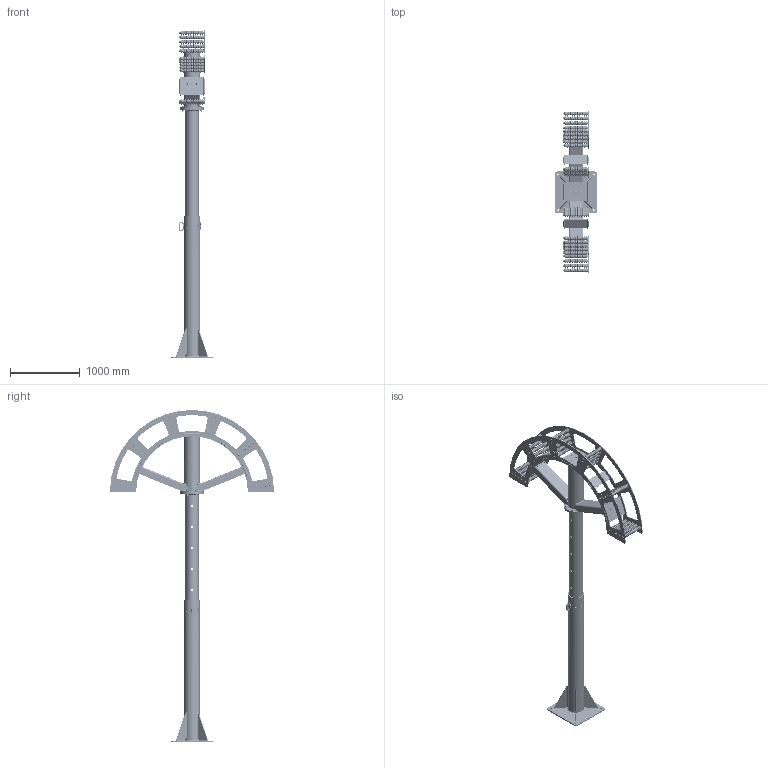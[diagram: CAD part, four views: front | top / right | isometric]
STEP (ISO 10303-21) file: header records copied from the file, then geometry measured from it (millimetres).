
FILE_DESCRIPTION(/* description */ ('-'),/* implementation_level */ '2;1');
FILE_NAME(/* name */ '02533.01.00.00.stp',/* time_stamp */ '2017-08-30T09:46:58+02:00',/* author */ ('stage1.hengelo'),/* organization */ (''),/* preprocessor_version */ 'ST-DEVELOPER v16.5',/* originating_system */ 'Autodesk Inventor 2017',/* authorisation */ '');
FILE_SCHEMA (('AUTOMOTIVE_DESIGN { 1 0 10303 214 3 1 1 }'));
Products named in the file (5): 02533.01.00.00; 02533.01.02.00; 02533.01.03.00; 02533.01.01.00; 02533.01.02.01
Assembly tree (4 placements, depth 2):
  02533.01.00.00
    02533.01.02.00
    02533.01.03.00
    02533.01.01.00
    02533.01.02.01
Bounding box: 600 x 2349.44 x 4755 mm (x, y, z)
Volume: 101059196.3 mm3; surface area: 20933381.8 mm2
Topology: 395 solids, 418 shells, 5927 faces, 12422 edges, 7539 vertices
Faces by surface type: plane 2317, cylinder 2048, cone 1172, torus 364, bspline 26
Full cylindrical faces by diameter (mm): 3 x4, 6 x3, 7 x1, 8 x60, 9.188 x12, 10 x24, 10.5 x24, 12 x24, 15.4 x12, 18 x8, 18.647 x4, 20 x64, 21 x8, 22 x38, 23 x30, 25 x69, 26 x69, 27.7 x4, 29 x30, 30 x1, 33 x20, 35 x30, 35.5 x360, 36 x60, 37 x8, 39 x30, 56 x60, 60 x720, 171.7 x1, 193.7 x3
Entity records: 153640 total; most frequent: CARTESIAN_POINT 32356, DIRECTION 25390, ORIENTED_EDGE 17454, AXIS2_PLACEMENT_3D 11463, EDGE_LOOP 10800, EDGE_CURVE 8722, VERTEX_POINT 7149, FACE_OUTER_BOUND 5926
